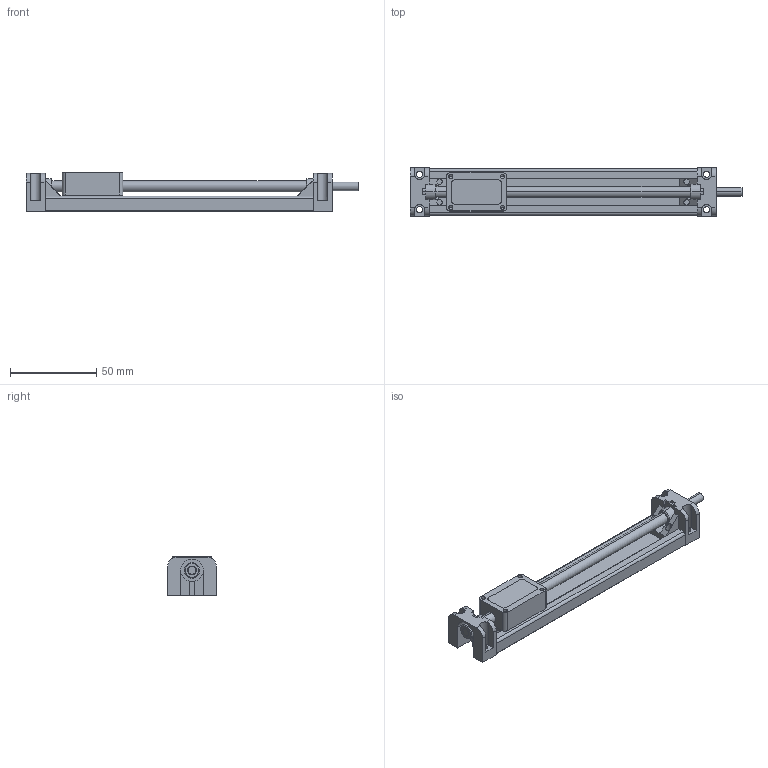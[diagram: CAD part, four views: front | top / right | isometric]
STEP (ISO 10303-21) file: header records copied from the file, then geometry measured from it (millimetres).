
FILE_DESCRIPTION(('STEP AP214'),'1');
FILE_NAME('cctmp_53CD2C0F-2B2A-471E-B38D-9C2483B9B6BB_2021_10_06_10_49_03_0813_155764..stp','2021-10-06T08:49:03',('igus GmbH'),('CADClick - www.CADClick.com'),'Spatial InterOp 3D',' ','unknown authorization');
FILE_SCHEMA(('AUTOMOTIVE_DESIGN'));
Length unit declared in the file: millimetre
Products named in the file (2): 1; 2
Bounding box: 192 x 28 x 22.5 mm (x, y, z)
Volume: 49595.6 mm3; surface area: 31369.1 mm2
Topology: 2 solids, 2 shells, 289 faces, 844 edges, 542 vertices
Faces by surface type: plane 171, cylinder 100, cone 18
Entity records: 11991 total; most frequent: CARTESIAN_POINT 1749, ORIENTED_EDGE 1672, DIRECTION 1640, EDGE_CURVE 836, LINE 598, VECTOR 598, VERTEX_POINT 550, AXIS2_PLACEMENT_3D 521
